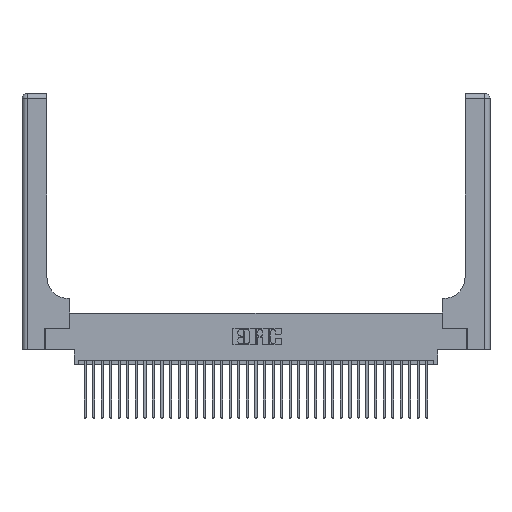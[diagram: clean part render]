
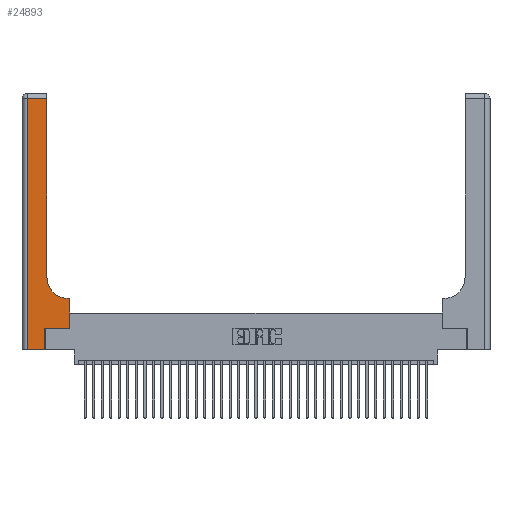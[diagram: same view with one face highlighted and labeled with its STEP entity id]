
A CAD part, top view. The second image highlights one B-rep face of the part: STEP entity #24893.
In plain terms, the highlighted planar face has unit normal (0, 0, 1).
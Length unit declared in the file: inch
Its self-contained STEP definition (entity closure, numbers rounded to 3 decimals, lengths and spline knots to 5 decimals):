
#223 = ORIENTED_EDGE ( 'NONE', *, *, #11232, .T. ) ;
#428 = VERTEX_POINT ( 'NONE', #5488 ) ;
#846 = CARTESIAN_POINT ( 'NONE',  ( 0.06, 3., 0.37 ) ) ;
#1134 = CARTESIAN_POINT ( 'NONE',  ( 0.2915, 3., 0.37 ) ) ;
#1326 = VECTOR ( 'NONE', #25560, 39.37008 ) ;
#1610 = EDGE_CURVE ( 'NONE', #19158, #32966, #9051, .T. ) ;
#2040 = FACE_OUTER_BOUND ( 'NONE', #9107, .T. ) ;
#2219 = VERTEX_POINT ( 'NONE', #15560 ) ;
#3394 = PLANE ( 'NONE',  #26506 ) ;
#3861 = VERTEX_POINT ( 'NONE', #7157 ) ;
#3871 = ORIENTED_EDGE ( 'NONE', *, *, #31624, .T. ) ;
#5488 = CARTESIAN_POINT ( 'NONE',  ( 0.5415, 0.6, 0.37 ) ) ;
#6735 = ORIENTED_EDGE ( 'NONE', *, *, #6894, .T. ) ;
#6894 = EDGE_CURVE ( 'NONE', #2219, #19719, #21841, .T. ) ;
#7045 = DIRECTION ( 'NONE',  ( 1., 0., 0. ) ) ;
#7139 = VECTOR ( 'NONE', #14103, 39.37008 ) ;
#7157 = CARTESIAN_POINT ( 'NONE',  ( 0.5585, 0.6, 0.37 ) ) ;
#7378 = CARTESIAN_POINT ( 'NONE',  ( 0.5585, 0.25, 0.37 ) ) ;
#7546 = DIRECTION ( 'NONE',  ( 0., 1., 0. ) ) ;
#9051 = LINE ( 'NONE', #11094, #34090 ) ;
#9060 = DIRECTION ( 'NONE',  ( 0., 0., -1. ) ) ;
#9107 = EDGE_LOOP ( 'NONE', ( #223, #9666, #3871, #22597, #21033, #6735, #11514, #36541, #33329 ) ) ;
#9584 = DIRECTION ( 'NONE',  ( 0., -1., 0. ) ) ;
#9666 = ORIENTED_EDGE ( 'NONE', *, *, #1610, .T. ) ;
#10540 = AXIS2_PLACEMENT_3D ( 'NONE', #23295, #32224, #26344 ) ;
#10941 = VECTOR ( 'NONE', #9584, 39.37008 ) ;
#11005 = VERTEX_POINT ( 'NONE', #34058 ) ;
#11044 = CARTESIAN_POINT ( 'NONE',  ( 0.269, 0., 0.37 ) ) ;
#11094 = CARTESIAN_POINT ( 'NONE',  ( 0., 2.94, 0.37 ) ) ;
#11232 = EDGE_CURVE ( 'NONE', #11005, #19158, #35432, .T. ) ;
#11239 = CARTESIAN_POINT ( 'NONE',  ( 0.269, 0., 0.37 ) ) ;
#11514 = ORIENTED_EDGE ( 'NONE', *, *, #35871, .T. ) ;
#11650 = CARTESIAN_POINT ( 'NONE',  ( 0.06, 0., 0.37 ) ) ;
#12799 = EDGE_CURVE ( 'NONE', #3861, #428, #18896, .T. ) ;
#13532 = LINE ( 'NONE', #11044, #7139 ) ;
#14103 = DIRECTION ( 'NONE',  ( 0., 1., 0. ) ) ;
#14130 = LINE ( 'NONE', #846, #10941 ) ;
#14289 = CARTESIAN_POINT ( 'NONE',  ( 0., 3., 0.37 ) ) ;
#14499 = LINE ( 'NONE', #15963, #1326 ) ;
#15151 = EDGE_CURVE ( 'NONE', #32975, #28661, #14499, .T. ) ;
#15412 = VECTOR ( 'NONE', #35859, 39.37008 ) ;
#15560 = CARTESIAN_POINT ( 'NONE',  ( 0.269, 0.25, 0.37 ) ) ;
#15963 = CARTESIAN_POINT ( 'NONE',  ( 0., 0., 0.37 ) ) ;
#16009 = EDGE_CURVE ( 'NONE', #28661, #2219, #13532, .T. ) ;
#16927 = EDGE_CURVE ( 'NONE', #428, #11005, #17073, .T. ) ;
#17073 = CIRCLE ( 'NONE', #10540, 0.25 ) ;
#18896 = LINE ( 'NONE', #32681, #37523 ) ;
#19158 = VERTEX_POINT ( 'NONE', #27529 ) ;
#19719 = VERTEX_POINT ( 'NONE', #7378 ) ;
#20617 = VECTOR ( 'NONE', #7546, 39.37008 ) ;
#20912 = DIRECTION ( 'NONE',  ( -1., 0., 0. ) ) ;
#20949 = VECTOR ( 'NONE', #7045, 39.37008 ) ;
#21033 = ORIENTED_EDGE ( 'NONE', *, *, #16009, .T. ) ;
#21841 = LINE ( 'NONE', #33624, #20949 ) ;
#22421 = CARTESIAN_POINT ( 'NONE',  ( 0.5585, 0.25, 0.37 ) ) ;
#22597 = ORIENTED_EDGE ( 'NONE', *, *, #15151, .T. ) ;
#22777 = DIRECTION ( 'NONE',  ( -1., 0., 0. ) ) ;
#23295 = CARTESIAN_POINT ( 'NONE',  ( 0.5415, 0.85, 0.37 ) ) ;
#24893 = ADVANCED_FACE ( 'NONE', ( #2040 ), #3394, .F. ) ;
#25117 = LINE ( 'NONE', #22421, #20617 ) ;
#25560 = DIRECTION ( 'NONE',  ( 1., 0., 0. ) ) ;
#26344 = DIRECTION ( 'NONE',  ( 1., 0., 0. ) ) ;
#26506 = AXIS2_PLACEMENT_3D ( 'NONE', #14289, #9060, #20912 ) ;
#26925 = DIRECTION ( 'NONE',  ( -1., 0., 0. ) ) ;
#27529 = CARTESIAN_POINT ( 'NONE',  ( 0.2915, 2.94, 0.37 ) ) ;
#28661 = VERTEX_POINT ( 'NONE', #11239 ) ;
#31624 = EDGE_CURVE ( 'NONE', #32966, #32975, #14130, .T. ) ;
#32224 = DIRECTION ( 'NONE',  ( 0., 0., -1. ) ) ;
#32681 = CARTESIAN_POINT ( 'NONE',  ( 0.2915, 0.6, 0.37 ) ) ;
#32966 = VERTEX_POINT ( 'NONE', #35051 ) ;
#32975 = VERTEX_POINT ( 'NONE', #11650 ) ;
#33329 = ORIENTED_EDGE ( 'NONE', *, *, #16927, .T. ) ;
#33624 = CARTESIAN_POINT ( 'NONE',  ( 0.269, 0.25, 0.37 ) ) ;
#34058 = CARTESIAN_POINT ( 'NONE',  ( 0.2915, 0.85, 0.37 ) ) ;
#34090 = VECTOR ( 'NONE', #22777, 39.37008 ) ;
#35051 = CARTESIAN_POINT ( 'NONE',  ( 0.06, 2.94, 0.37 ) ) ;
#35432 = LINE ( 'NONE', #1134, #15412 ) ;
#35859 = DIRECTION ( 'NONE',  ( 0., 1., 0. ) ) ;
#35871 = EDGE_CURVE ( 'NONE', #19719, #3861, #25117, .T. ) ;
#36541 = ORIENTED_EDGE ( 'NONE', *, *, #12799, .T. ) ;
#37523 = VECTOR ( 'NONE', #26925, 39.37008 ) ;
